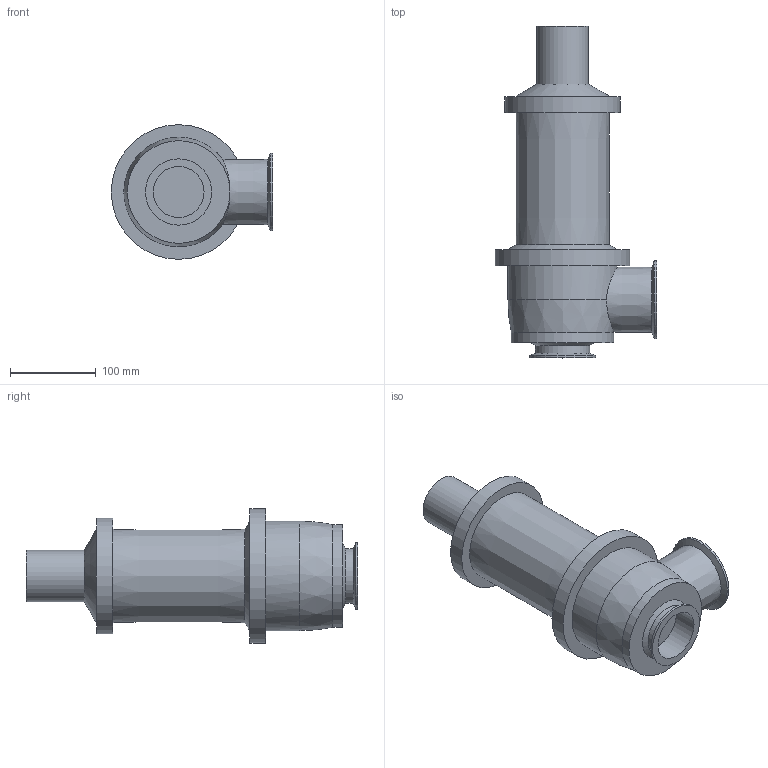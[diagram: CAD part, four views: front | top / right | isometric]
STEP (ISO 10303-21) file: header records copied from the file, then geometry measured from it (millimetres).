
FILE_DESCRIPTION(/* description */ (''),/* implementation_level */ '2;1');
FILE_NAME(/* name */ 'DRVL-25-2.stp',/* time_stamp */ '2024-04-03T16:50:08+09:00',/* author */ ('autocad33'),/* organization */ (''),/* preprocessor_version */ 'ST-DEVELOPER v19.2',/* originating_system */ 'Autodesk Inventor 2023',/* authorisation */ '');
FILE_SCHEMA (('AUTOMOTIVE_DESIGN { 1 0 10303 214 3 1 1 }'));
Length unit declared in the file: millimetre
Products named in the file (1): DRVL-25-1
Bounding box: 188.75 x 388.15 x 157.5 mm (x, y, z)
Volume: 3549621.1 mm3; surface area: 206554.4 mm2
Topology: 1 solids, 1 shells, 29 faces, 53 edges, 32 vertices
Faces by surface type: cylinder 11, plane 9, cone 8, bspline 1
Full cylindrical faces by diameter (mm): 59.5 x1, 60.5 x1, 63.5 x1, 72.3 x1, 77.5 x1, 91 x1, 109 x1, 120 x1, 128 x1, 135 x1, 157.5 x1
Entity records: 832 total; most frequent: CARTESIAN_POINT 196, DIRECTION 139, ORIENTED_EDGE 106, AXIS2_PLACEMENT_3D 60, EDGE_CURVE 53, EDGE_LOOP 35, VERTEX_POINT 32, CIRCLE 31
